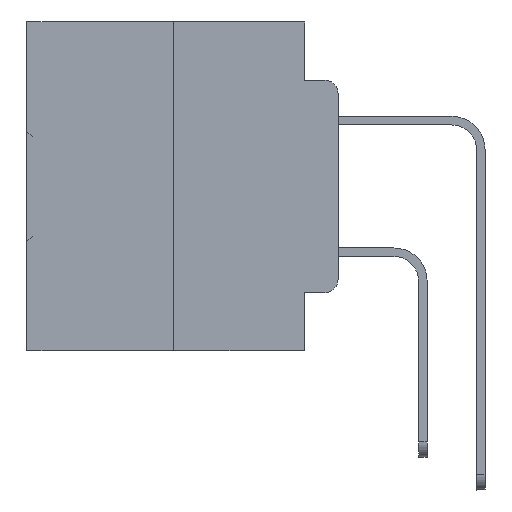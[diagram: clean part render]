
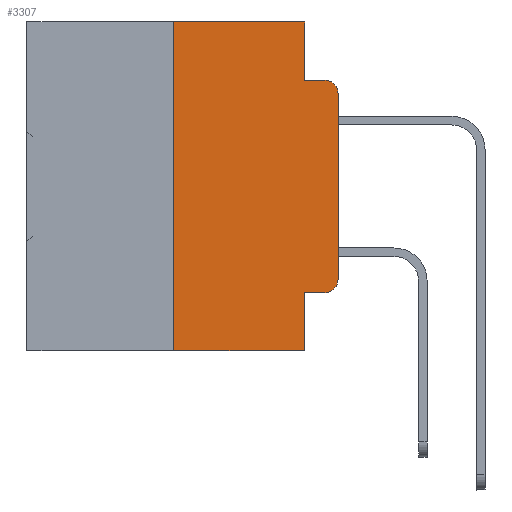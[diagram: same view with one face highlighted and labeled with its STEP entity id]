
A CAD part, left-side view. The second image highlights one B-rep face of the part: STEP entity #3307.
In plain terms, the highlighted planar face has unit normal (-1, 0, 0).
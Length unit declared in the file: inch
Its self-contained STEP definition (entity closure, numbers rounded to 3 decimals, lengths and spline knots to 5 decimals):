
#615 = DIRECTION ( 'NONE',  ( 0., 0., -1. ) ) ;
#2131 = VECTOR ( 'NONE', #615, 39.37008 ) ;
#2150 = VERTEX_POINT ( 'NONE', #28132 ) ;
#2494 = DIRECTION ( 'NONE',  ( 0., 0., 1. ) ) ;
#3291 = VECTOR ( 'NONE', #36839, 39.37008 ) ;
#3307 = ADVANCED_FACE ( 'NONE', ( #12403 ), #33649, .F. ) ;
#3577 = VECTOR ( 'NONE', #17656, 39.37008 ) ;
#4708 = ORIENTED_EDGE ( 'NONE', *, *, #33768, .T. ) ;
#5583 = VECTOR ( 'NONE', #36193, 39.37008 ) ;
#5721 = VERTEX_POINT ( 'NONE', #16756 ) ;
#6448 = CARTESIAN_POINT ( 'NONE',  ( 0., 0.051, 0. ) ) ;
#6538 = ORIENTED_EDGE ( 'NONE', *, *, #31434, .T. ) ;
#8021 = CARTESIAN_POINT ( 'NONE',  ( 0., 0.051, -0.5 ) ) ;
#8498 = CARTESIAN_POINT ( 'NONE',  ( 0., 0., -0.3915 ) ) ;
#8789 = ORIENTED_EDGE ( 'NONE', *, *, #21958, .F. ) ;
#9826 = LINE ( 'NONE', #6448, #2131 ) ;
#9845 = DIRECTION ( 'NONE',  ( -1., 0., 0. ) ) ;
#10009 = VECTOR ( 'NONE', #30273, 39.37008 ) ;
#10964 = CARTESIAN_POINT ( 'NONE',  ( 0., 0.051, 0. ) ) ;
#11132 = DIRECTION ( 'NONE',  ( -1., 0., 0. ) ) ;
#11213 = LINE ( 'NONE', #12121, #3577 ) ;
#12121 = CARTESIAN_POINT ( 'NONE',  ( 0., 0.051, -0.4115 ) ) ;
#12347 = ORIENTED_EDGE ( 'NONE', *, *, #20314, .F. ) ;
#12403 = FACE_OUTER_BOUND ( 'NONE', #13529, .T. ) ;
#12520 = AXIS2_PLACEMENT_3D ( 'NONE', #26974, #9845, #29780 ) ;
#12879 = CIRCLE ( 'NONE', #12520, 0.02 ) ;
#13219 = CARTESIAN_POINT ( 'NONE',  ( 0., 0.051, 0. ) ) ;
#13260 = AXIS2_PLACEMENT_3D ( 'NONE', #22445, #33764, #16847 ) ;
#13529 = EDGE_LOOP ( 'NONE', ( #6538, #33238, #22702, #24836, #12347, #25491, #4708, #8789, #32377, #36688 ) ) ;
#14318 = EDGE_CURVE ( 'NONE', #30275, #27305, #12879, .T. ) ;
#14766 = CARTESIAN_POINT ( 'NONE',  ( 0., 0.02, -0.4115 ) ) ;
#16141 = CARTESIAN_POINT ( 'NONE',  ( 0., 0.02, -0.0885 ) ) ;
#16412 = LINE ( 'NONE', #28052, #36221 ) ;
#16756 = CARTESIAN_POINT ( 'NONE',  ( 0., 0.051, -0.4115 ) ) ;
#16847 = DIRECTION ( 'NONE',  ( 0., 0., -1. ) ) ;
#17656 = DIRECTION ( 'NONE',  ( 0., -1., 0. ) ) ;
#17660 = VERTEX_POINT ( 'NONE', #32768 ) ;
#17719 = AXIS2_PLACEMENT_3D ( 'NONE', #28263, #11132, #31049 ) ;
#17857 = VERTEX_POINT ( 'NONE', #8021 ) ;
#18140 = EDGE_CURVE ( 'NONE', #5721, #30275, #11213, .T. ) ;
#18291 = CIRCLE ( 'NONE', #17719, 0.02 ) ;
#18907 = LINE ( 'NONE', #32937, #19800 ) ;
#19800 = VECTOR ( 'NONE', #24567, 39.37008 ) ;
#20314 = EDGE_CURVE ( 'NONE', #2150, #35147, #18907, .T. ) ;
#20387 = CARTESIAN_POINT ( 'NONE',  ( 0., 0., -0.1085 ) ) ;
#21958 = EDGE_CURVE ( 'NONE', #5721, #17857, #9826, .T. ) ;
#22002 = VECTOR ( 'NONE', #36072, 39.37008 ) ;
#22226 = CARTESIAN_POINT ( 'NONE',  ( 0., 0.473, -0.5 ) ) ;
#22445 = CARTESIAN_POINT ( 'NONE',  ( 0., 0.473, 0. ) ) ;
#22702 = ORIENTED_EDGE ( 'NONE', *, *, #27681, .F. ) ;
#22882 = CARTESIAN_POINT ( 'NONE',  ( 0., 0., 0. ) ) ;
#23862 = EDGE_CURVE ( 'NONE', #17660, #2150, #16412, .T. ) ;
#24567 = DIRECTION ( 'NONE',  ( 0., -1., 0. ) ) ;
#24836 = ORIENTED_EDGE ( 'NONE', *, *, #25777, .F. ) ;
#25491 = ORIENTED_EDGE ( 'NONE', *, *, #23862, .F. ) ;
#25777 = EDGE_CURVE ( 'NONE', #35147, #36427, #31810, .T. ) ;
#26974 = CARTESIAN_POINT ( 'NONE',  ( 0., 0.02, -0.3915 ) ) ;
#27061 = LINE ( 'NONE', #22882, #3291 ) ;
#27305 = VERTEX_POINT ( 'NONE', #8498 ) ;
#27681 = EDGE_CURVE ( 'NONE', #36427, #33708, #29542, .T. ) ;
#28052 = CARTESIAN_POINT ( 'NONE',  ( 0., 0.25, 0. ) ) ;
#28132 = CARTESIAN_POINT ( 'NONE',  ( 0., 0.25, 0. ) ) ;
#28263 = CARTESIAN_POINT ( 'NONE',  ( 0., 0.02, -0.1085 ) ) ;
#29542 = LINE ( 'NONE', #33320, #22002 ) ;
#29559 = EDGE_CURVE ( 'NONE', #33383, #33708, #18291, .T. ) ;
#29780 = DIRECTION ( 'NONE',  ( 0., 0., -1. ) ) ;
#30273 = DIRECTION ( 'NONE',  ( 0., 0., -1. ) ) ;
#30275 = VERTEX_POINT ( 'NONE', #14766 ) ;
#30934 = CARTESIAN_POINT ( 'NONE',  ( 0., 0.051, -0.0885 ) ) ;
#31049 = DIRECTION ( 'NONE',  ( 0., 0., -1. ) ) ;
#31434 = EDGE_CURVE ( 'NONE', #27305, #33383, #27061, .T. ) ;
#31810 = LINE ( 'NONE', #13219, #10009 ) ;
#32377 = ORIENTED_EDGE ( 'NONE', *, *, #18140, .T. ) ;
#32768 = CARTESIAN_POINT ( 'NONE',  ( 0., 0.25, -0.5 ) ) ;
#32937 = CARTESIAN_POINT ( 'NONE',  ( 0., 0.473, 0. ) ) ;
#33238 = ORIENTED_EDGE ( 'NONE', *, *, #29559, .T. ) ;
#33320 = CARTESIAN_POINT ( 'NONE',  ( 0., 0.051, -0.0885 ) ) ;
#33383 = VERTEX_POINT ( 'NONE', #20387 ) ;
#33649 = PLANE ( 'NONE',  #13260 ) ;
#33708 = VERTEX_POINT ( 'NONE', #16141 ) ;
#33764 = DIRECTION ( 'NONE',  ( 1., 0., 0. ) ) ;
#33768 = EDGE_CURVE ( 'NONE', #17660, #17857, #35790, .T. ) ;
#35147 = VERTEX_POINT ( 'NONE', #10964 ) ;
#35790 = LINE ( 'NONE', #22226, #5583 ) ;
#36072 = DIRECTION ( 'NONE',  ( 0., -1., 0. ) ) ;
#36193 = DIRECTION ( 'NONE',  ( 0., -1., 0. ) ) ;
#36221 = VECTOR ( 'NONE', #2494, 39.37008 ) ;
#36427 = VERTEX_POINT ( 'NONE', #30934 ) ;
#36688 = ORIENTED_EDGE ( 'NONE', *, *, #14318, .T. ) ;
#36839 = DIRECTION ( 'NONE',  ( 0., 0., 1. ) ) ;
